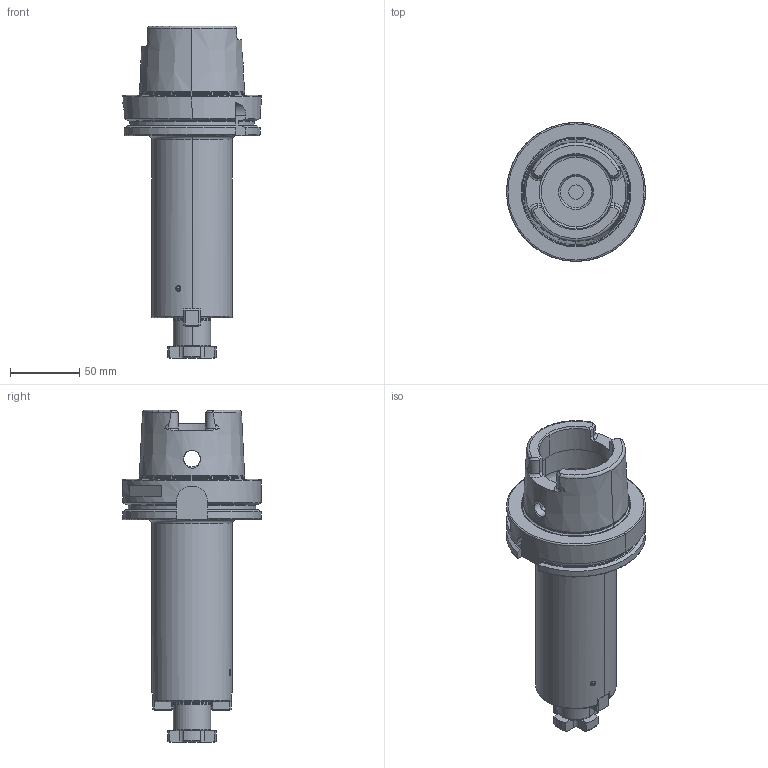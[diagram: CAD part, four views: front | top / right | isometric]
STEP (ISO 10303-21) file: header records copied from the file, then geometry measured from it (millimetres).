
FILE_DESCRIPTION((''),'2;1');
FILE_NAME('A100_11_27_2','2021-04-06T',('103090'),(''),'CREO PARAMETRIC BY PTC INC, 2016260','CREO PARAMETRIC BY PTC INC, 2016260','');
FILE_SCHEMA(('CONFIG_CONTROL_DESIGN'));
Length unit declared in the file: millimetre
Products named in the file (1): A100_11_27_2
Bounding box: 100 x 100 x 239 mm (x, y, z)
Volume: 606309.1 mm3; surface area: 84742.5 mm2
Topology: 3 solids, 14 shells, 448 faces, 1061 edges, 621 vertices
Faces by surface type: plane 153, cone 122, cylinder 114, torus 55, sphere 4
Entity records: 13647 total; most frequent: CARTESIAN_POINT 3364, DIRECTION 2232, ORIENTED_EDGE 2078, EDGE_CURVE 1039, AXIS2_PLACEMENT_3D 882, VERTEX_POINT 621, EDGE_LOOP 478, VECTOR 468
